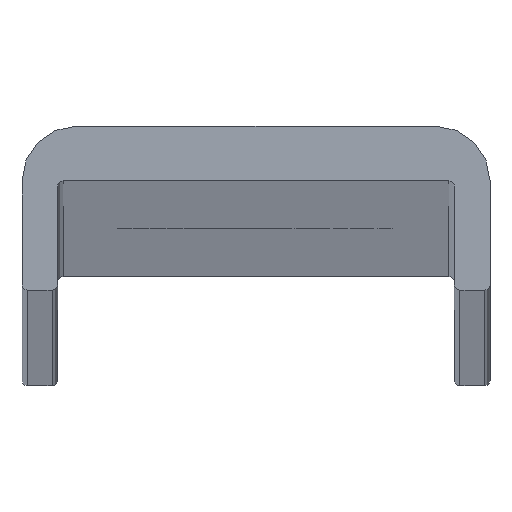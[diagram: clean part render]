
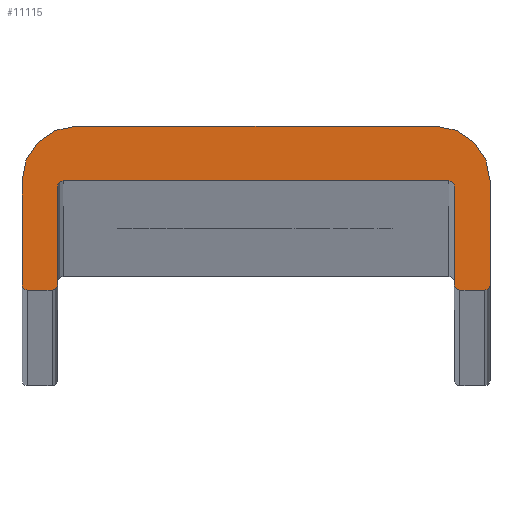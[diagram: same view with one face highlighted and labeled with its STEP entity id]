
A CAD part, top view. The second image highlights one B-rep face of the part: STEP entity #11115.
In plain terms, the highlighted planar face has unit normal (0, 0, 1).
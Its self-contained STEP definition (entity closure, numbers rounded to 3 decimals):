
#15 = CIRCLE ( 'NONE', #4474, 2. ) ;
#249 = CARTESIAN_POINT ( 'NONE',  ( -8.55, 0.2, 1000. ) ) ;
#256 = EDGE_LOOP ( 'NONE', ( #17010, #11846, #15745, #16024, #17408, #13437, #4723, #13779, #10203, #17492, #6842, #8068, #18235, #10942, #11778, #12121 ) ) ;
#275 = EDGE_CURVE ( 'NONE', #2116, #14769, #3839, .T. ) ;
#368 = AXIS2_PLACEMENT_3D ( 'NONE', #6770, #15356, #8301 ) ;
#371 = CARTESIAN_POINT ( 'NONE',  ( -6.55, 4., 1000. ) ) ;
#399 = VERTEX_POINT ( 'NONE', #9500 ) ;
#484 = CARTESIAN_POINT ( 'NONE',  ( -8.35, 0.2, 1000. ) ) ;
#924 = EDGE_CURVE ( 'NONE', #10340, #7426, #5575, .T. ) ;
#1222 = LINE ( 'NONE', #13817, #5176 ) ;
#1726 = DIRECTION ( 'NONE',  ( 0., 0., 1. ) ) ;
#1904 = EDGE_CURVE ( 'NONE', #6977, #9328, #17499, .T. ) ;
#2110 = CARTESIAN_POINT ( 'NONE',  ( -6.55, 6., 1000. ) ) ;
#2116 = VERTEX_POINT ( 'NONE', #12105 ) ;
#2300 = EDGE_CURVE ( 'NONE', #14769, #15603, #12209, .T. ) ;
#2385 = EDGE_CURVE ( 'NONE', #399, #12469, #4224, .T. ) ;
#2388 = CARTESIAN_POINT ( 'NONE',  ( -8.55, 0.2, 1000. ) ) ;
#2601 = CARTESIAN_POINT ( 'NONE',  ( 8.35, 0., 1000. ) ) ;
#2639 = EDGE_CURVE ( 'NONE', #7426, #10455, #13963, .T. ) ;
#2661 = AXIS2_PLACEMENT_3D ( 'NONE', #371, #4451, #8528 ) ;
#2748 = DIRECTION ( 'NONE',  ( 0., -1., 0. ) ) ;
#3296 = DIRECTION ( 'NONE',  ( 0., -1., 0. ) ) ;
#3344 = DIRECTION ( 'NONE',  ( 1., 0., 0. ) ) ;
#3433 = AXIS2_PLACEMENT_3D ( 'NONE', #484, #17479, #6181 ) ;
#3462 = DIRECTION ( 'NONE',  ( -1., 0., 0. ) ) ;
#3762 = DIRECTION ( 'NONE',  ( 0., 1., 0. ) ) ;
#3792 = CIRCLE ( 'NONE', #368, 0.2 ) ;
#3839 = LINE ( 'NONE', #2110, #8258 ) ;
#3930 = EDGE_CURVE ( 'NONE', #4960, #4585, #3792, .T. ) ;
#3964 = CARTESIAN_POINT ( 'NONE',  ( 7.05, 4., 1000. ) ) ;
#4071 = DIRECTION ( 'NONE',  ( 0., 0., 1. ) ) ;
#4224 = CIRCLE ( 'NONE', #5633, 0.2 ) ;
#4370 = PLANE ( 'NONE',  #10908 ) ;
#4451 = DIRECTION ( 'NONE',  ( 0., 0., 1. ) ) ;
#4474 = AXIS2_PLACEMENT_3D ( 'NONE', #14197, #1726, #7079 ) ;
#4486 = DIRECTION ( 'NONE',  ( 0., 0., -1. ) ) ;
#4585 = VERTEX_POINT ( 'NONE', #5071 ) ;
#4723 = ORIENTED_EDGE ( 'NONE', *, *, #2385, .T. ) ;
#4833 = CARTESIAN_POINT ( 'NONE',  ( -7.25, 0.2, 1000. ) ) ;
#4960 = VERTEX_POINT ( 'NONE', #14327 ) ;
#5071 = CARTESIAN_POINT ( 'NONE',  ( 7.45, 0., 1000. ) ) ;
#5080 = AXIS2_PLACEMENT_3D ( 'NONE', #17937, #18001, #6982 ) ;
#5114 = DIRECTION ( 'NONE',  ( 1., 0., 0. ) ) ;
#5176 = VECTOR ( 'NONE', #11222, 1000. ) ;
#5475 = DIRECTION ( 'NONE',  ( 1., 0., 0. ) ) ;
#5478 = DIRECTION ( 'NONE',  ( 1., 0., 0. ) ) ;
#5575 = CIRCLE ( 'NONE', #12766, 0.2 ) ;
#5633 = AXIS2_PLACEMENT_3D ( 'NONE', #13299, #11699, #3344 ) ;
#5654 = VERTEX_POINT ( 'NONE', #7882 ) ;
#5723 = CARTESIAN_POINT ( 'NONE',  ( -7.25, 3.8, 1000. ) ) ;
#6040 = FACE_OUTER_BOUND ( 'NONE', #256, .T. ) ;
#6181 = DIRECTION ( 'NONE',  ( -1., 0., 0. ) ) ;
#6274 = CIRCLE ( 'NONE', #5080, 0.2 ) ;
#6335 = VERTEX_POINT ( 'NONE', #3964 ) ;
#6507 = EDGE_CURVE ( 'NONE', #5654, #399, #16781, .T. ) ;
#6770 = CARTESIAN_POINT ( 'NONE',  ( 7.45, 0.2, 1000. ) ) ;
#6842 = ORIENTED_EDGE ( 'NONE', *, *, #8758, .T. ) ;
#6968 = DIRECTION ( 'NONE',  ( 0., 1., 0. ) ) ;
#6975 = EDGE_CURVE ( 'NONE', #10455, #2116, #15, .T. ) ;
#6977 = VERTEX_POINT ( 'NONE', #5723 ) ;
#6982 = DIRECTION ( 'NONE',  ( 1., 0., 0. ) ) ;
#7079 = DIRECTION ( 'NONE',  ( -1., 0., 0. ) ) ;
#7108 = LINE ( 'NONE', #4833, #10004 ) ;
#7426 = VERTEX_POINT ( 'NONE', #12963 ) ;
#7514 = LINE ( 'NONE', #2388, #14607 ) ;
#7524 = VECTOR ( 'NONE', #6968, 1000. ) ;
#7882 = CARTESIAN_POINT ( 'NONE',  ( -8.35, 0., 1000. ) ) ;
#8000 = AXIS2_PLACEMENT_3D ( 'NONE', #12486, #8255, #5475 ) ;
#8068 = ORIENTED_EDGE ( 'NONE', *, *, #13381, .T. ) ;
#8206 = CARTESIAN_POINT ( 'NONE',  ( -7.05, 4., 1000. ) ) ;
#8255 = DIRECTION ( 'NONE',  ( 0., 0., -1. ) ) ;
#8258 = VECTOR ( 'NONE', #3462, 1000. ) ;
#8301 = DIRECTION ( 'NONE',  ( -1., 0., 0. ) ) ;
#8320 = EDGE_CURVE ( 'NONE', #9328, #6335, #1222, .T. ) ;
#8528 = DIRECTION ( 'NONE',  ( 1., 0., 0. ) ) ;
#8758 = EDGE_CURVE ( 'NONE', #6335, #15787, #6274, .T. ) ;
#9121 = EDGE_CURVE ( 'NONE', #16534, #5654, #14439, .T. ) ;
#9328 = VERTEX_POINT ( 'NONE', #8206 ) ;
#9500 = CARTESIAN_POINT ( 'NONE',  ( -7.45, 0., 1000. ) ) ;
#9519 = EDGE_CURVE ( 'NONE', #4585, #10340, #13569, .T. ) ;
#10004 = VECTOR ( 'NONE', #3762, 1000. ) ;
#10143 = CARTESIAN_POINT ( 'NONE',  ( 7.25, 3.8, 1000. ) ) ;
#10203 = ORIENTED_EDGE ( 'NONE', *, *, #1904, .T. ) ;
#10296 = DIRECTION ( 'NONE',  ( -1., 0., 0. ) ) ;
#10340 = VERTEX_POINT ( 'NONE', #2601 ) ;
#10455 = VERTEX_POINT ( 'NONE', #13353 ) ;
#10632 = LINE ( 'NONE', #10143, #13305 ) ;
#10691 = EDGE_CURVE ( 'NONE', #12469, #6977, #7108, .T. ) ;
#10908 = AXIS2_PLACEMENT_3D ( 'NONE', #14374, #4486, #10296 ) ;
#10942 = ORIENTED_EDGE ( 'NONE', *, *, #9519, .T. ) ;
#11115 = ADVANCED_FACE ( 'NONE', ( #6040 ), #4370, .F. ) ;
#11222 = DIRECTION ( 'NONE',  ( 1., 0., 0. ) ) ;
#11680 = CARTESIAN_POINT ( 'NONE',  ( -8.55, 4., 1000. ) ) ;
#11699 = DIRECTION ( 'NONE',  ( 0., 0., 1. ) ) ;
#11778 = ORIENTED_EDGE ( 'NONE', *, *, #924, .T. ) ;
#11846 = ORIENTED_EDGE ( 'NONE', *, *, #275, .T. ) ;
#11872 = DIRECTION ( 'NONE',  ( 1., 0., 0. ) ) ;
#12105 = CARTESIAN_POINT ( 'NONE',  ( 6.55, 6., 1000. ) ) ;
#12121 = ORIENTED_EDGE ( 'NONE', *, *, #2639, .T. ) ;
#12209 = CIRCLE ( 'NONE', #2661, 2. ) ;
#12469 = VERTEX_POINT ( 'NONE', #13033 ) ;
#12486 = CARTESIAN_POINT ( 'NONE',  ( -7.05, 3.8, 1000. ) ) ;
#12766 = AXIS2_PLACEMENT_3D ( 'NONE', #16605, #4071, #5478 ) ;
#12963 = CARTESIAN_POINT ( 'NONE',  ( 8.55, 0.2, 1000. ) ) ;
#13033 = CARTESIAN_POINT ( 'NONE',  ( -7.25, 0.2, 1000. ) ) ;
#13038 = VECTOR ( 'NONE', #5114, 1000. ) ;
#13299 = CARTESIAN_POINT ( 'NONE',  ( -7.45, 0.2, 1000. ) ) ;
#13305 = VECTOR ( 'NONE', #3296, 1000. ) ;
#13353 = CARTESIAN_POINT ( 'NONE',  ( 8.55, 4., 1000. ) ) ;
#13381 = EDGE_CURVE ( 'NONE', #15787, #4960, #10632, .T. ) ;
#13437 = ORIENTED_EDGE ( 'NONE', *, *, #6507, .T. ) ;
#13455 = CARTESIAN_POINT ( 'NONE',  ( -6.55, 6., 1000. ) ) ;
#13569 = LINE ( 'NONE', #14375, #17980 ) ;
#13646 = CARTESIAN_POINT ( 'NONE',  ( -8.35, 0., 1000. ) ) ;
#13779 = ORIENTED_EDGE ( 'NONE', *, *, #10691, .T. ) ;
#13817 = CARTESIAN_POINT ( 'NONE',  ( -7.05, 4., 1000. ) ) ;
#13963 = LINE ( 'NONE', #14200, #7524 ) ;
#14197 = CARTESIAN_POINT ( 'NONE',  ( 6.55, 4., 1000. ) ) ;
#14200 = CARTESIAN_POINT ( 'NONE',  ( 8.55, 4., 1000. ) ) ;
#14228 = EDGE_CURVE ( 'NONE', #15603, #16534, #7514, .T. ) ;
#14327 = CARTESIAN_POINT ( 'NONE',  ( 7.25, 0.2, 1000. ) ) ;
#14374 = CARTESIAN_POINT ( 'NONE',  ( 6.55, 4., 1000. ) ) ;
#14375 = CARTESIAN_POINT ( 'NONE',  ( 7.45, 0., 1000. ) ) ;
#14439 = CIRCLE ( 'NONE', #3433, 0.2 ) ;
#14607 = VECTOR ( 'NONE', #2748, 1000. ) ;
#14769 = VERTEX_POINT ( 'NONE', #13455 ) ;
#15356 = DIRECTION ( 'NONE',  ( 0., 0., 1. ) ) ;
#15603 = VERTEX_POINT ( 'NONE', #11680 ) ;
#15745 = ORIENTED_EDGE ( 'NONE', *, *, #2300, .T. ) ;
#15787 = VERTEX_POINT ( 'NONE', #17602 ) ;
#16024 = ORIENTED_EDGE ( 'NONE', *, *, #14228, .T. ) ;
#16534 = VERTEX_POINT ( 'NONE', #249 ) ;
#16605 = CARTESIAN_POINT ( 'NONE',  ( 8.35, 0.2, 1000. ) ) ;
#16781 = LINE ( 'NONE', #13646, #13038 ) ;
#17010 = ORIENTED_EDGE ( 'NONE', *, *, #6975, .T. ) ;
#17408 = ORIENTED_EDGE ( 'NONE', *, *, #9121, .T. ) ;
#17479 = DIRECTION ( 'NONE',  ( 0., 0., 1. ) ) ;
#17492 = ORIENTED_EDGE ( 'NONE', *, *, #8320, .T. ) ;
#17499 = CIRCLE ( 'NONE', #8000, 0.2 ) ;
#17602 = CARTESIAN_POINT ( 'NONE',  ( 7.25, 3.8, 1000. ) ) ;
#17937 = CARTESIAN_POINT ( 'NONE',  ( 7.05, 3.8, 1000. ) ) ;
#17980 = VECTOR ( 'NONE', #11872, 1000. ) ;
#18001 = DIRECTION ( 'NONE',  ( 0., 0., -1. ) ) ;
#18235 = ORIENTED_EDGE ( 'NONE', *, *, #3930, .T. ) ;
